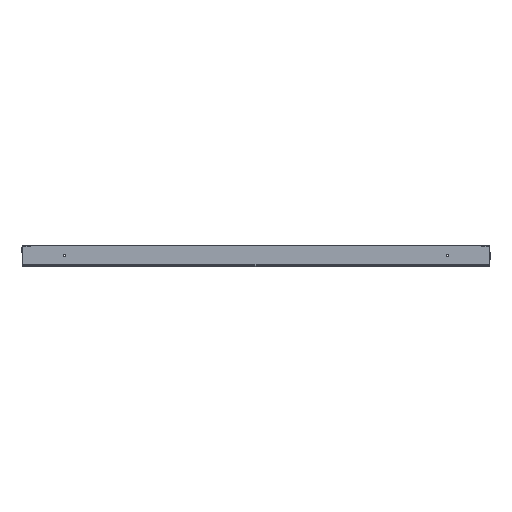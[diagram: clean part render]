
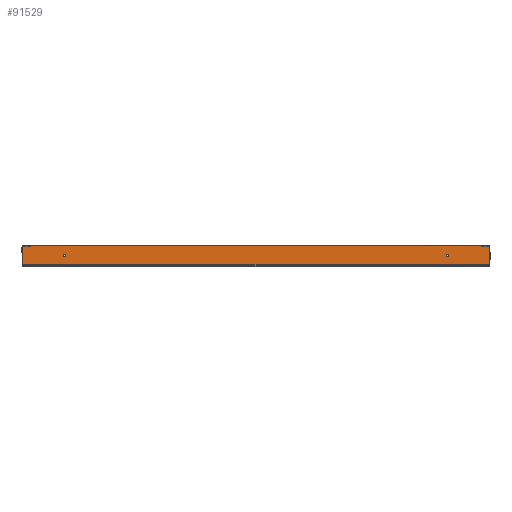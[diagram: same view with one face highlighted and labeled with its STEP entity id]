
A CAD part, front view. The second image highlights one B-rep face of the part: STEP entity #91529.
In plain terms, the highlighted planar face has unit normal (0, -1, 0).
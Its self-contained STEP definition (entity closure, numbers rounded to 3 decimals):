
#329 = VERTEX_POINT ( 'NONE', #92926 ) ;
#1436 = DIRECTION ( 'NONE',  ( -1., 0., 0. ) ) ;
#1587 = AXIS2_PLACEMENT_3D ( 'NONE', #7698, #80676, #74448 ) ;
#3212 = AXIS2_PLACEMENT_3D ( 'NONE', #19683, #48784, #77907 ) ;
#3434 = VERTEX_POINT ( 'NONE', #56387 ) ;
#5464 = ORIENTED_EDGE ( 'NONE', *, *, #58626, .T. ) ;
#5879 = EDGE_CURVE ( 'NONE', #27626, #80392, #24971, .T. ) ;
#5934 = CARTESIAN_POINT ( 'NONE',  ( 450., -900., 21. ) ) ;
#7322 = VERTEX_POINT ( 'NONE', #34201 ) ;
#7698 = CARTESIAN_POINT ( 'NONE',  ( -450., -900., 24. ) ) ;
#7880 = CIRCLE ( 'NONE', #61171, 3. ) ;
#9781 = DIRECTION ( 'NONE',  ( 0., 0., 1. ) ) ;
#10345 = ORIENTED_EDGE ( 'NONE', *, *, #85813, .T. ) ;
#11037 = EDGE_CURVE ( 'NONE', #3434, #53276, #85412, .T. ) ;
#12067 = CARTESIAN_POINT ( 'NONE',  ( -547.929, -900., 0. ) ) ;
#12905 = CARTESIAN_POINT ( 'NONE',  ( -550., -900., 2. ) ) ;
#13840 = EDGE_CURVE ( 'NONE', #80392, #27626, #53416, .T. ) ;
#15022 = ORIENTED_EDGE ( 'NONE', *, *, #52567, .F. ) ;
#16434 = PLANE ( 'NONE',  #33856 ) ;
#16542 = DIRECTION ( 'NONE',  ( 0., -1., 0. ) ) ;
#16703 = ORIENTED_EDGE ( 'NONE', *, *, #81607, .T. ) ;
#18646 = DIRECTION ( 'NONE',  ( 0., -1., 0. ) ) ;
#19610 = CARTESIAN_POINT ( 'NONE',  ( 450., -900., 24. ) ) ;
#19665 = LINE ( 'NONE', #34492, #42835 ) ;
#19683 = CARTESIAN_POINT ( 'NONE',  ( 450., -900., 24. ) ) ;
#19989 = DIRECTION ( 'NONE',  ( 0., 0., 1. ) ) ;
#20062 = VERTEX_POINT ( 'NONE', #76204 ) ;
#22205 = CIRCLE ( 'NONE', #51134, 1. ) ;
#22392 = LINE ( 'NONE', #44340, #92814 ) ;
#24971 = CIRCLE ( 'NONE', #75217, 3. ) ;
#25134 = EDGE_CURVE ( 'NONE', #59741, #20062, #7880, .T. ) ;
#26225 = CARTESIAN_POINT ( 'NONE',  ( -450., -900., 24. ) ) ;
#27253 = DIRECTION ( 'NONE',  ( 0., 1., 0. ) ) ;
#27626 = VERTEX_POINT ( 'NONE', #5934 ) ;
#28113 = DIRECTION ( 'NONE',  ( 0., 1., 0. ) ) ;
#30113 = VECTOR ( 'NONE', #42948, 1000. ) ;
#32677 = CARTESIAN_POINT ( 'NONE',  ( 0., -900., 0. ) ) ;
#33594 = CIRCLE ( 'NONE', #1587, 3. ) ;
#33856 = AXIS2_PLACEMENT_3D ( 'NONE', #32677, #45528, #9781 ) ;
#34201 = CARTESIAN_POINT ( 'NONE',  ( -547.929, -900., 47. ) ) ;
#34492 = CARTESIAN_POINT ( 'NONE',  ( 547.929, -900., 0. ) ) ;
#34621 = CARTESIAN_POINT ( 'NONE',  ( 546.929, -900., 48. ) ) ;
#34905 = DIRECTION ( 'NONE',  ( 0., 0., 1. ) ) ;
#40777 = CARTESIAN_POINT ( 'NONE',  ( 450., -900., 27. ) ) ;
#42156 = ORIENTED_EDGE ( 'NONE', *, *, #25134, .T. ) ;
#42774 = VECTOR ( 'NONE', #77905, 1000. ) ;
#42835 = VECTOR ( 'NONE', #48767, 1000. ) ;
#42948 = DIRECTION ( 'NONE',  ( -1., 0., 0. ) ) ;
#44235 = AXIS2_PLACEMENT_3D ( 'NONE', #67608, #16542, #45627 ) ;
#44340 = CARTESIAN_POINT ( 'NONE',  ( 0., -900., 48. ) ) ;
#45163 = ORIENTED_EDGE ( 'NONE', *, *, #74353, .F. ) ;
#45528 = DIRECTION ( 'NONE',  ( 0., 1., 0. ) ) ;
#45627 = DIRECTION ( 'NONE',  ( 0., 0., 1. ) ) ;
#48767 = DIRECTION ( 'NONE',  ( 0., 0., 1. ) ) ;
#48781 = LINE ( 'NONE', #12067, #42774 ) ;
#48784 = DIRECTION ( 'NONE',  ( 0., 1., 0. ) ) ;
#50332 = EDGE_CURVE ( 'NONE', #329, #7322, #22205, .T. ) ;
#51134 = AXIS2_PLACEMENT_3D ( 'NONE', #93092, #18646, #83551 ) ;
#52451 = ORIENTED_EDGE ( 'NONE', *, *, #50332, .T. ) ;
#52567 = EDGE_CURVE ( 'NONE', #61583, #54512, #57261, .T. ) ;
#52781 = EDGE_LOOP ( 'NONE', ( #16703, #42156 ) ) ;
#53276 = VERTEX_POINT ( 'NONE', #34621 ) ;
#53416 = CIRCLE ( 'NONE', #3212, 3. ) ;
#54512 = VERTEX_POINT ( 'NONE', #88262 ) ;
#56387 = CARTESIAN_POINT ( 'NONE',  ( 547.929, -900., 47. ) ) ;
#57261 = LINE ( 'NONE', #12905, #30113 ) ;
#58626 = EDGE_CURVE ( 'NONE', #53276, #329, #22392, .T. ) ;
#59741 = VERTEX_POINT ( 'NONE', #87674 ) ;
#60495 = ORIENTED_EDGE ( 'NONE', *, *, #5879, .T. ) ;
#61171 = AXIS2_PLACEMENT_3D ( 'NONE', #26225, #28113, #19989 ) ;
#61583 = VERTEX_POINT ( 'NONE', #81197 ) ;
#67608 = CARTESIAN_POINT ( 'NONE',  ( 546.929, -900., 47. ) ) ;
#69876 = ORIENTED_EDGE ( 'NONE', *, *, #13840, .T. ) ;
#70124 = EDGE_LOOP ( 'NONE', ( #69876, #60495 ) ) ;
#74353 = EDGE_CURVE ( 'NONE', #54512, #7322, #48781, .T. ) ;
#74448 = DIRECTION ( 'NONE',  ( 0., 0., 1. ) ) ;
#75131 = FACE_BOUND ( 'NONE', #52781, .T. ) ;
#75217 = AXIS2_PLACEMENT_3D ( 'NONE', #19610, #27253, #34905 ) ;
#76204 = CARTESIAN_POINT ( 'NONE',  ( -450., -900., 27. ) ) ;
#77905 = DIRECTION ( 'NONE',  ( 0., 0., 1. ) ) ;
#77907 = DIRECTION ( 'NONE',  ( 0., 0., 1. ) ) ;
#78318 = EDGE_LOOP ( 'NONE', ( #5464, #52451, #45163, #15022, #10345, #82007 ) ) ;
#80392 = VERTEX_POINT ( 'NONE', #40777 ) ;
#80676 = DIRECTION ( 'NONE',  ( 0., 1., 0. ) ) ;
#81197 = CARTESIAN_POINT ( 'NONE',  ( 547.929, -900., 2. ) ) ;
#81607 = EDGE_CURVE ( 'NONE', #20062, #59741, #33594, .T. ) ;
#81825 = FACE_BOUND ( 'NONE', #70124, .T. ) ;
#82007 = ORIENTED_EDGE ( 'NONE', *, *, #11037, .T. ) ;
#83551 = DIRECTION ( 'NONE',  ( 0., 0., 1. ) ) ;
#85412 = CIRCLE ( 'NONE', #44235, 1. ) ;
#85813 = EDGE_CURVE ( 'NONE', #61583, #3434, #19665, .T. ) ;
#87674 = CARTESIAN_POINT ( 'NONE',  ( -450., -900., 21. ) ) ;
#88262 = CARTESIAN_POINT ( 'NONE',  ( -547.929, -900., 2. ) ) ;
#89465 = FACE_OUTER_BOUND ( 'NONE', #78318, .T. ) ;
#91529 = ADVANCED_FACE ( 'NONE', ( #75131, #81825, #89465 ), #16434, .F. ) ;
#92814 = VECTOR ( 'NONE', #1436, 1000. ) ;
#92926 = CARTESIAN_POINT ( 'NONE',  ( -546.929, -900., 48. ) ) ;
#93092 = CARTESIAN_POINT ( 'NONE',  ( -546.929, -900., 47. ) ) ;
